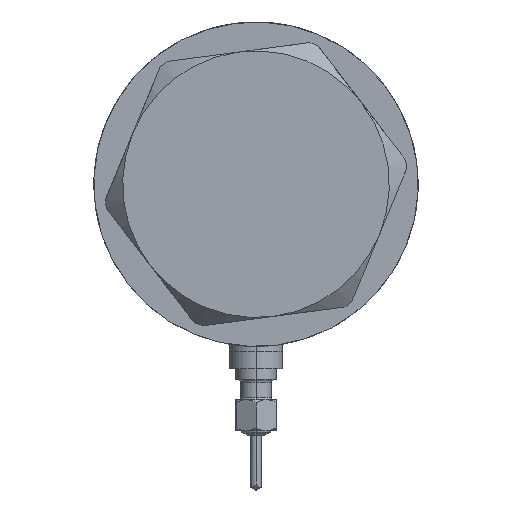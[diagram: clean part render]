
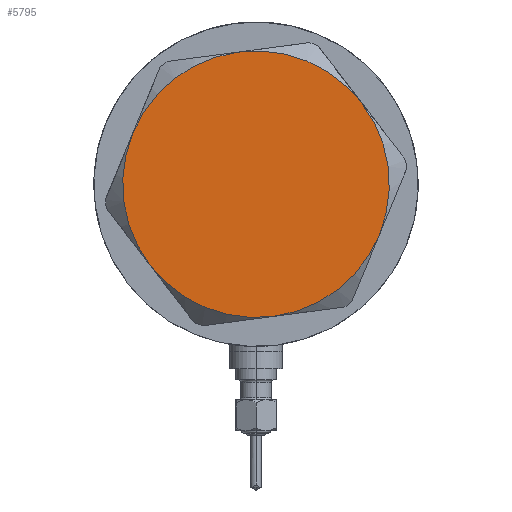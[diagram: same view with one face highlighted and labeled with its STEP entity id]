
A CAD part, left-side view. The second image highlights one B-rep face of the part: STEP entity #5795.
In plain terms, the highlighted face is planar.
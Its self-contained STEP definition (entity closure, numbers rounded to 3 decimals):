
#76 = PLANE ( 'NONE',  #5237 ) ;
#82 = CARTESIAN_POINT ( 'NONE',  ( 0., 0., 14.5 ) ) ;
#119 = DIRECTION ( 'NONE',  ( 0., 0., 1. ) ) ;
#132 = EDGE_CURVE ( 'NONE', #1092, #5573, #4125, .T. ) ;
#166 = DIRECTION ( 'NONE',  ( 1., 0., 0. ) ) ;
#430 = DIRECTION ( 'NONE',  ( 0., 0., 1. ) ) ;
#533 = CARTESIAN_POINT ( 'NONE',  ( 0., 0., 14.5 ) ) ;
#587 = CIRCLE ( 'NONE', #2761, 30. ) ;
#723 = DIRECTION ( 'NONE',  ( 0., 0., 1. ) ) ;
#753 = EDGE_LOOP ( 'NONE', ( #3908, #3022, #2842, #1686, #4718, #1471 ) ) ;
#781 = CARTESIAN_POINT ( 'NONE',  ( 0., 0., 14.5 ) ) ;
#804 = CIRCLE ( 'NONE', #1542, 30. ) ;
#1092 = VERTEX_POINT ( 'NONE', #4392 ) ;
#1175 = CARTESIAN_POINT ( 'NONE',  ( 30., 0., 14.5 ) ) ;
#1300 = DIRECTION ( 'NONE',  ( 1., 0., 0. ) ) ;
#1471 = ORIENTED_EDGE ( 'NONE', *, *, #132, .T. ) ;
#1542 = AXIS2_PLACEMENT_3D ( 'NONE', #3693, #430, #1300 ) ;
#1634 = VERTEX_POINT ( 'NONE', #1175 ) ;
#1642 = EDGE_CURVE ( 'NONE', #5573, #1634, #804, .T. ) ;
#1686 = ORIENTED_EDGE ( 'NONE', *, *, #4825, .T. ) ;
#1907 = EDGE_CURVE ( 'NONE', #6479, #1092, #587, .T. ) ;
#1946 = AXIS2_PLACEMENT_3D ( 'NONE', #82, #3031, #4086 ) ;
#2142 = EDGE_CURVE ( 'NONE', #1634, #4078, #3830, .T. ) ;
#2188 = CARTESIAN_POINT ( 'NONE',  ( 0., 0., 14.5 ) ) ;
#2466 = DIRECTION ( 'NONE',  ( 0., 0., 1. ) ) ;
#2569 = AXIS2_PLACEMENT_3D ( 'NONE', #781, #723, #4767 ) ;
#2596 = AXIS2_PLACEMENT_3D ( 'NONE', #2188, #3089, #166 ) ;
#2761 = AXIS2_PLACEMENT_3D ( 'NONE', #4302, #6319, #5780 ) ;
#2842 = ORIENTED_EDGE ( 'NONE', *, *, #6261, .T. ) ;
#2991 = VERTEX_POINT ( 'NONE', #3651 ) ;
#3022 = ORIENTED_EDGE ( 'NONE', *, *, #2142, .T. ) ;
#3031 = DIRECTION ( 'NONE',  ( 0., 0., 1. ) ) ;
#3089 = DIRECTION ( 'NONE',  ( 0., 0., 1. ) ) ;
#3215 = CIRCLE ( 'NONE', #5454, 30. ) ;
#3651 = CARTESIAN_POINT ( 'NONE',  ( -15., 25.981, 14.5 ) ) ;
#3693 = CARTESIAN_POINT ( 'NONE',  ( 0., 0., 14.5 ) ) ;
#3754 = CARTESIAN_POINT ( 'NONE',  ( -30., 0., 14.5 ) ) ;
#3830 = CIRCLE ( 'NONE', #2569, 30. ) ;
#3908 = ORIENTED_EDGE ( 'NONE', *, *, #1642, .T. ) ;
#4051 = DIRECTION ( 'NONE',  ( 1., 0., 0. ) ) ;
#4078 = VERTEX_POINT ( 'NONE', #5784 ) ;
#4086 = DIRECTION ( 'NONE',  ( 1., 0., 0. ) ) ;
#4125 = CIRCLE ( 'NONE', #1946, 30. ) ;
#4220 = CARTESIAN_POINT ( 'NONE',  ( 15., -25.981, 14.5 ) ) ;
#4302 = CARTESIAN_POINT ( 'NONE',  ( 0., 0., 14.5 ) ) ;
#4383 = CIRCLE ( 'NONE', #2596, 30. ) ;
#4392 = CARTESIAN_POINT ( 'NONE',  ( -15., -25.981, 14.5 ) ) ;
#4595 = FACE_OUTER_BOUND ( 'NONE', #753, .T. ) ;
#4718 = ORIENTED_EDGE ( 'NONE', *, *, #1907, .T. ) ;
#4767 = DIRECTION ( 'NONE',  ( 1., 0., 0. ) ) ;
#4825 = EDGE_CURVE ( 'NONE', #2991, #6479, #3215, .T. ) ;
#4964 = CARTESIAN_POINT ( 'NONE',  ( 0., 0., 14.5 ) ) ;
#5237 = AXIS2_PLACEMENT_3D ( 'NONE', #533, #119, #4051 ) ;
#5454 = AXIS2_PLACEMENT_3D ( 'NONE', #4964, #2466, #6006 ) ;
#5573 = VERTEX_POINT ( 'NONE', #4220 ) ;
#5780 = DIRECTION ( 'NONE',  ( 1., 0., 0. ) ) ;
#5784 = CARTESIAN_POINT ( 'NONE',  ( 15., 25.981, 14.5 ) ) ;
#5795 = ADVANCED_FACE ( 'NONE', ( #4595 ), #76, .T. ) ;
#6006 = DIRECTION ( 'NONE',  ( 1., 0., 0. ) ) ;
#6261 = EDGE_CURVE ( 'NONE', #4078, #2991, #4383, .T. ) ;
#6319 = DIRECTION ( 'NONE',  ( 0., 0., 1. ) ) ;
#6479 = VERTEX_POINT ( 'NONE', #3754 ) ;
